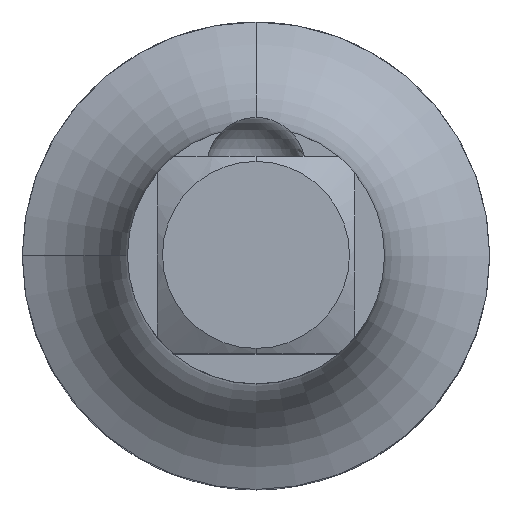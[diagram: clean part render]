
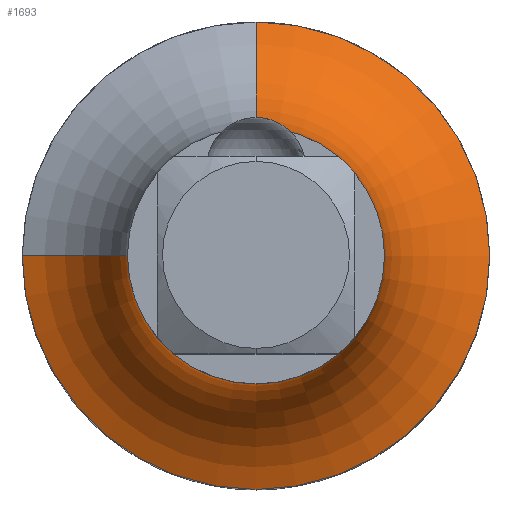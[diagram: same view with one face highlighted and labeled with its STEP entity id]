
A CAD part, top view. The second image highlights one B-rep face of the part: STEP entity #1693.
In plain terms, the highlighted toroidal (fillet/blend) face has major radius 18.25 mm and minor radius 10 mm.
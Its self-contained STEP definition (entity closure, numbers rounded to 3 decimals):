
#153=CARTESIAN_POINT('',(0.,0.,28.457));
#154=DIRECTION('',(0.,0.,1.));
#155=DIRECTION('',(-1.,0.,0.));
#156=AXIS2_PLACEMENT_3D('',#153,#154,#155);
#412=CARTESIAN_POINT('',(0.,0.,28.457));
#413=DIRECTION('',(0.,0.,1.));
#414=DIRECTION('',(0.,-1.,0.));
#415=AXIS2_PLACEMENT_3D('',#412,#413,#414);
#420=CARTESIAN_POINT('',(0.,0.,19.));
#421=DIRECTION('',(0.,0.,-1.));
#422=DIRECTION('',(1.,0.,0.));
#423=AXIS2_PLACEMENT_3D('',#420,#421,#422);
#428=CARTESIAN_POINT('',(-18.25,0.,28.457));
#429=DIRECTION('',(0.,-1.,0.));
#430=DIRECTION('',(0.325,0.,-0.946));
#431=AXIS2_PLACEMENT_3D('',#428,#429,#430);
#436=CARTESIAN_POINT('',(0.,18.25,28.457));
#437=DIRECTION('',(-1.,0.,0.));
#438=DIRECTION('',(0.,-0.325,-0.946));
#439=AXIS2_PLACEMENT_3D('',#436,#437,#438);
#481=CARTESIAN_POINT('',(0.,0.,19.));
#482=DIRECTION('',(0.,0.,1.));
#483=DIRECTION('',(1.,0.,0.));
#484=AXIS2_PLACEMENT_3D('',#481,#482,#483);
#1350=CARTESIAN_POINT('',(15.,0.,19.));
#1351=CARTESIAN_POINT('',(0.,15.,19.));
#1352=VERTEX_POINT('',#1350);
#1353=VERTEX_POINT('',#1351);
#1354=CARTESIAN_POINT('',(-15.,0.,19.));
#1355=VERTEX_POINT('',#1354);
#1356=CARTESIAN_POINT('',(0.,8.25,28.457));
#1357=CARTESIAN_POINT('',(-8.25,0.,28.457));
#1358=VERTEX_POINT('',#1356);
#1359=VERTEX_POINT('',#1357);
#1360=CARTESIAN_POINT('',(0.,-8.25,28.457));
#1361=VERTEX_POINT('',#1360);
#1676=CARTESIAN_POINT('',(0.,0.,28.457));
#1677=DIRECTION('',(0.,0.,1.));
#1678=DIRECTION('',(-0.012,-1.,0.));
#1679=AXIS2_PLACEMENT_3D('',#1676,#1677,#1678);
#1680=TOROIDAL_SURFACE('',#1679,18.25,10.);
#1681=ORIENTED_EDGE('',*,*,#1585,.T.);
#1683=ORIENTED_EDGE('',*,*,#1682,.F.);
#1685=ORIENTED_EDGE('',*,*,#1684,.F.);
#1687=ORIENTED_EDGE('',*,*,#1686,.T.);
#1689=ORIENTED_EDGE('',*,*,#1688,.T.);
#1690=ORIENTED_EDGE('',*,*,#1496,.T.);
#1691=EDGE_LOOP('',(#1681,#1683,#1685,#1687,#1689,#1690));
#1692=FACE_OUTER_BOUND('',#1691,.F.);
#1693=ADVANCED_FACE('',(#1692),#1680,.F.);
#157=CIRCLE('',#156,8.25);
#416=CIRCLE('',#415,8.25);
#424=CIRCLE('',#423,15.);
#432=CIRCLE('',#431,10.);
#440=CIRCLE('',#439,10.);
#485=CIRCLE('',#484,15.);
#1496=EDGE_CURVE('',#1359,#1361,#157,.T.);
#1585=EDGE_CURVE('',#1361,#1358,#416,.T.);
#1682=EDGE_CURVE('',#1353,#1358,#440,.T.);
#1684=EDGE_CURVE('',#1352,#1353,#485,.T.);
#1686=EDGE_CURVE('',#1352,#1355,#424,.T.);
#1688=EDGE_CURVE('',#1355,#1359,#432,.T.);
